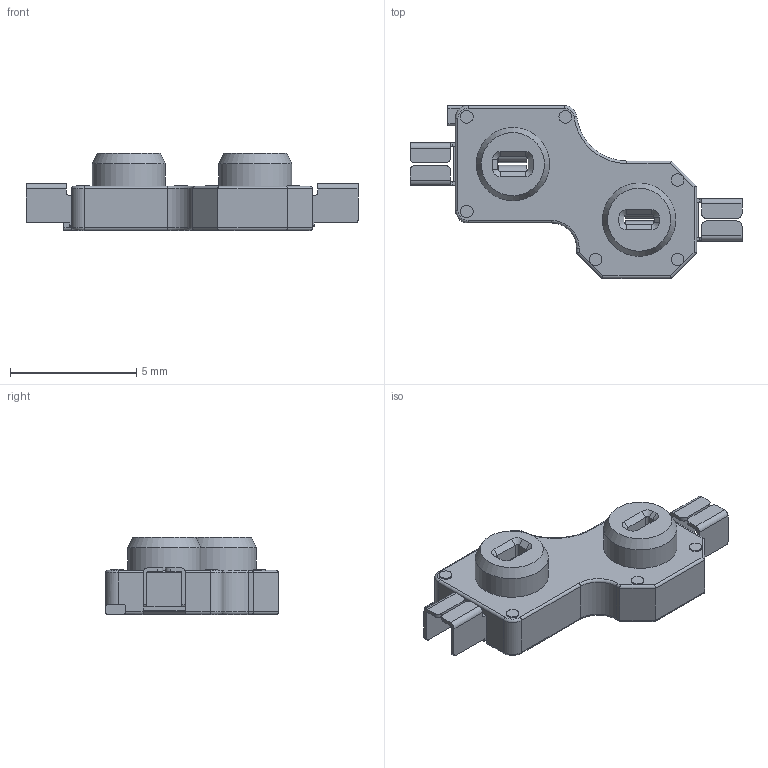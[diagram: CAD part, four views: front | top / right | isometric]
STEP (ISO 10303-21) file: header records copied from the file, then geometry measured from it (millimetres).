
FILE_DESCRIPTION(('FreeCAD Model'),'2;1');
FILE_NAME('Open CASCADE Shape Model','2023-05-26T10:56:17',(''),(''), 'Open CASCADE STEP processor 7.6','FreeCAD','Unknown');
FILE_SCHEMA(('AUTOMOTIVE_DESIGN { 1 0 10303 214 1 1 1 1 }'));
Length unit declared in the file: millimetre
Products named in the file (12): choc; choc_body; contact; contact_a; contact_a1; contact_a2; contact_b; contact001; contact_a001; contact_a003; contact_a004; contact_b001
Assembly tree (11 placements, depth 4):
  choc
    choc_body
    contact
      contact_a
        contact_a1
        contact_a2
      contact_b
    contact001
      contact_a001
        contact_a003
        contact_a004
      contact_b001
Bounding box: 13.15 x 6.85 x 3.05 mm (x, y, z)
Volume: 84.4 mm3; surface area: 294.9 mm2
Topology: 7 solids, 7 shells, 268 faces, 681 edges, 433 vertices
Faces by surface type: plane 155, cylinder 94, cone 10, torus 9
Full cylindrical faces by diameter (mm): 0.5 x6, 2.9 x2
Entity records: 8321 total; most frequent: DIRECTION 1435, CARTESIAN_POINT 1423, ORIENTED_EDGE 1362, EDGE_CURVE 681, LINE 485, VECTOR 485, AXIS2_PLACEMENT_3D 475, VERTEX_POINT 433
